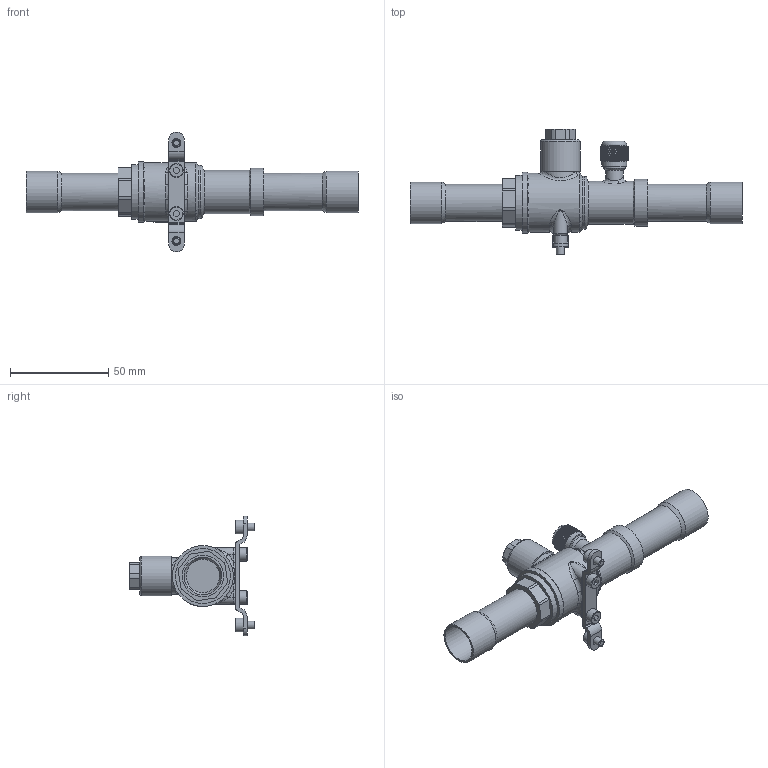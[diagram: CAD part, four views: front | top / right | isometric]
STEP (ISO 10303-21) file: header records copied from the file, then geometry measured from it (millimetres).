
FILE_DESCRIPTION(/* description */ (''),/* implementation_level */ '2;1');
FILE_NAME(/* name */ '009L7054R.stp',/* time_stamp */ '2022-08-08T10:15:27+03:00',/* author */ ('U403152'),/* organization */ (''),/* preprocessor_version */ 'ST-DEVELOPER v18.1',/* originating_system */ 'Autodesk Inventor 2020',/* authorisation */ '');
FILE_SCHEMA (('AUTOMOTIVE_DESIGN { 1 0 10303 214 3 1 1 }'));
Length unit declared in the file: millimetre
Products named in the file (1): Part1
Bounding box: 169.1 x 64.1 x 61 mm (x, y, z)
Volume: 46476.3 mm3; surface area: 27902.3 mm2
Topology: 1 solids, 9 shells, 1921 faces, 5096 edges, 3410 vertices
Faces by surface type: plane 1313, cylinder 411, bspline 140, cone 34, torus 23
Full cylindrical faces by diameter (mm): 3.3 x2, 4 x4, 4.5 x4, 7 x4, 9 x2, 9.8 x1, 10.4 x1, 11.1 x1, 12.729 x2, 13.529 x1, 13.6 x1, 15 x2, 15.7 x1, 17 x2, 17.2 x1, 17.8 x1, 19 x2, 19.2 x2, 20.2 x1, 21.2 x2, 22 x1, 24 x1, 27 x1, 28 x1, 30 x1, 31 x1
Entity records: 75252 total; most frequent: CARTESIAN_POINT 23984, DIRECTION 11065, ORIENTED_EDGE 10186, EDGE_CURVE 5093, AXIS2_PLACEMENT_3D 4767, VERTEX_POINT 3410, EDGE_LOOP 2147, FACE_OUTER_BOUND 1921
